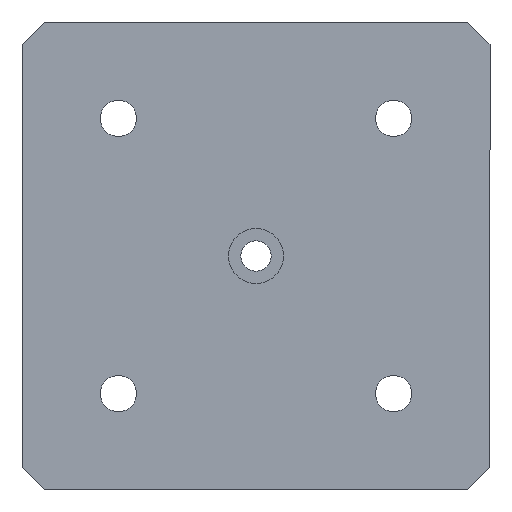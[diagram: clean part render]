
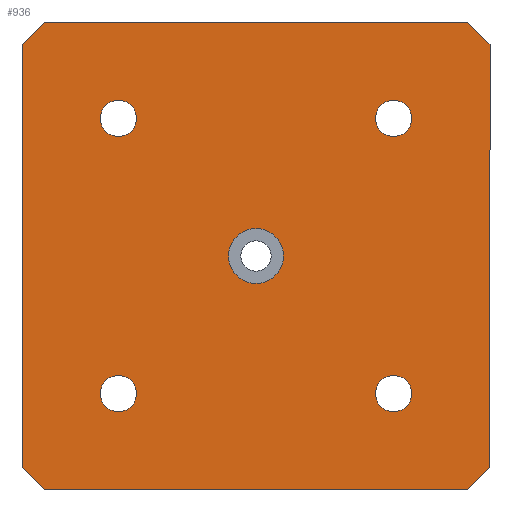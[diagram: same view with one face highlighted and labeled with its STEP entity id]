
A CAD part, front view. The second image highlights one B-rep face of the part: STEP entity #936.
In plain terms, the highlighted planar face has unit normal (0, -1, 0).
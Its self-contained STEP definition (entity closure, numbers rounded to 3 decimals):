
#4 = VERTEX_POINT ( 'NONE', #188 ) ;
#9 = CARTESIAN_POINT ( 'NONE',  ( -38.5, 0., 42.5 ) ) ;
#15 = DIRECTION ( 'NONE',  ( 0., 0., -1. ) ) ;
#19 = ORIENTED_EDGE ( 'NONE', *, *, #702, .T. ) ;
#31 = FACE_OUTER_BOUND ( 'NONE', #156, .T. ) ;
#37 = EDGE_LOOP ( 'NONE', ( #681 ) ) ;
#43 = CARTESIAN_POINT ( 'NONE',  ( -25., 0., -25. ) ) ;
#44 = CARTESIAN_POINT ( 'NONE',  ( 40.5, 0., -40.5 ) ) ;
#48 = EDGE_CURVE ( 'NONE', #68, #999, #97, .T. ) ;
#49 = DIRECTION ( 'NONE',  ( 0., 1., 0. ) ) ;
#56 = LINE ( 'NONE', #44, #879 ) ;
#64 = ORIENTED_EDGE ( 'NONE', *, *, #1080, .T. ) ;
#68 = VERTEX_POINT ( 'NONE', #9 ) ;
#70 = VERTEX_POINT ( 'NONE', #958 ) ;
#76 = DIRECTION ( 'NONE',  ( 0., -1., 0. ) ) ;
#86 = ORIENTED_EDGE ( 'NONE', *, *, #815, .F. ) ;
#97 = LINE ( 'NONE', #1148, #211 ) ;
#99 = DIRECTION ( 'NONE',  ( 0., 0., -1. ) ) ;
#109 = VERTEX_POINT ( 'NONE', #608 ) ;
#116 = CARTESIAN_POINT ( 'NONE',  ( 0., 0., 0. ) ) ;
#118 = CARTESIAN_POINT ( 'NONE',  ( 40.5, 0., 40.5 ) ) ;
#122 = EDGE_CURVE ( 'NONE', #4, #4, #974, .T. ) ;
#135 = DIRECTION ( 'NONE',  ( 0., 0., 1. ) ) ;
#146 = DIRECTION ( 'NONE',  ( 0., 0., 1. ) ) ;
#154 = DIRECTION ( 'NONE',  ( 0., 1., 0. ) ) ;
#156 = EDGE_LOOP ( 'NONE', ( #86, #1127, #669, #19, #432, #813, #892, #505 ) ) ;
#169 = VERTEX_POINT ( 'NONE', #824 ) ;
#183 = AXIS2_PLACEMENT_3D ( 'NONE', #1102, #49, #1116 ) ;
#188 = CARTESIAN_POINT ( 'NONE',  ( 0., 0., -5. ) ) ;
#198 = VERTEX_POINT ( 'NONE', #215 ) ;
#211 = VECTOR ( 'NONE', #697, 1000. ) ;
#212 = CARTESIAN_POINT ( 'NONE',  ( 25., 0., -25. ) ) ;
#215 = CARTESIAN_POINT ( 'NONE',  ( -25., 0., -21.7 ) ) ;
#252 = EDGE_LOOP ( 'NONE', ( #551 ) ) ;
#253 = LINE ( 'NONE', #772, #616 ) ;
#263 = CARTESIAN_POINT ( 'NONE',  ( -25., 0., 28.3 ) ) ;
#266 = DIRECTION ( 'NONE',  ( -1., 0., 0. ) ) ;
#268 = VERTEX_POINT ( 'NONE', #263 ) ;
#284 = CARTESIAN_POINT ( 'NONE',  ( -42.5, 0., -38.5 ) ) ;
#290 = CARTESIAN_POINT ( 'NONE',  ( -40.5, 0., -40.5 ) ) ;
#305 = DIRECTION ( 'NONE',  ( 0., 1., 0. ) ) ;
#378 = LINE ( 'NONE', #118, #436 ) ;
#383 = FACE_BOUND ( 'NONE', #848, .T. ) ;
#394 = EDGE_CURVE ( 'NONE', #268, #268, #900, .T. ) ;
#395 = CARTESIAN_POINT ( 'NONE',  ( 38.5, 0., -42.5 ) ) ;
#400 = AXIS2_PLACEMENT_3D ( 'NONE', #947, #154, #135 ) ;
#404 = DIRECTION ( 'NONE',  ( 0., 0., 1. ) ) ;
#427 = EDGE_CURVE ( 'NONE', #1026, #746, #865, .T. ) ;
#432 = ORIENTED_EDGE ( 'NONE', *, *, #573, .F. ) ;
#436 = VECTOR ( 'NONE', #471, 1000. ) ;
#439 = VERTEX_POINT ( 'NONE', #682 ) ;
#454 = CARTESIAN_POINT ( 'NONE',  ( 0., 0., 0. ) ) ;
#458 = LINE ( 'NONE', #290, #922 ) ;
#464 = FACE_BOUND ( 'NONE', #490, .T. ) ;
#470 = DIRECTION ( 'NONE',  ( 0., -1., 0. ) ) ;
#471 = DIRECTION ( 'NONE',  ( -0.707, 0., 0.707 ) ) ;
#480 = CARTESIAN_POINT ( 'NONE',  ( 42.5, 0., 42.5 ) ) ;
#490 = EDGE_LOOP ( 'NONE', ( #585 ) ) ;
#505 = ORIENTED_EDGE ( 'NONE', *, *, #48, .T. ) ;
#525 = DIRECTION ( 'NONE',  ( 0., 0., 1. ) ) ;
#547 = VECTOR ( 'NONE', #600, 1000. ) ;
#551 = ORIENTED_EDGE ( 'NONE', *, *, #1117, .T. ) ;
#555 = EDGE_CURVE ( 'NONE', #68, #768, #791, .T. ) ;
#572 = CARTESIAN_POINT ( 'NONE',  ( 38.5, 0., 42.5 ) ) ;
#573 = EDGE_CURVE ( 'NONE', #439, #70, #1088, .T. ) ;
#585 = ORIENTED_EDGE ( 'NONE', *, *, #122, .F. ) ;
#600 = DIRECTION ( 'NONE',  ( 1., 0., 0. ) ) ;
#604 = CIRCLE ( 'NONE', #183, 3.3 ) ;
#606 = CARTESIAN_POINT ( 'NONE',  ( -42.5, 0., 42.5 ) ) ;
#608 = CARTESIAN_POINT ( 'NONE',  ( 25., 0., -21.7 ) ) ;
#614 = EDGE_CURVE ( 'NONE', #439, #768, #378, .T. ) ;
#616 = VECTOR ( 'NONE', #525, 1000. ) ;
#621 = FACE_BOUND ( 'NONE', #252, .T. ) ;
#653 = VERTEX_POINT ( 'NONE', #284 ) ;
#669 = ORIENTED_EDGE ( 'NONE', *, *, #427, .F. ) ;
#681 = ORIENTED_EDGE ( 'NONE', *, *, #394, .T. ) ;
#682 = CARTESIAN_POINT ( 'NONE',  ( 42.5, 0., 38.5 ) ) ;
#684 = CARTESIAN_POINT ( 'NONE',  ( -42.5, 0., 38.5 ) ) ;
#689 = CARTESIAN_POINT ( 'NONE',  ( -42.5, 0., -42.5 ) ) ;
#694 = CIRCLE ( 'NONE', #846, 3.3 ) ;
#697 = DIRECTION ( 'NONE',  ( -0.707, 0., -0.707 ) ) ;
#702 = EDGE_CURVE ( 'NONE', #1026, #70, #56, .T. ) ;
#746 = VERTEX_POINT ( 'NONE', #1103 ) ;
#750 = DIRECTION ( 'NONE',  ( 0.707, 0., 0.707 ) ) ;
#752 = AXIS2_PLACEMENT_3D ( 'NONE', #43, #305, #146 ) ;
#754 = EDGE_LOOP ( 'NONE', ( #64 ) ) ;
#768 = VERTEX_POINT ( 'NONE', #572 ) ;
#769 = AXIS2_PLACEMENT_3D ( 'NONE', #116, #470, #99 ) ;
#770 = ORIENTED_EDGE ( 'NONE', *, *, #1064, .T. ) ;
#772 = CARTESIAN_POINT ( 'NONE',  ( -42.5, 0., 42.5 ) ) ;
#791 = LINE ( 'NONE', #606, #547 ) ;
#802 = DIRECTION ( 'NONE',  ( 0.707, 0., -0.707 ) ) ;
#805 = DIRECTION ( 'NONE',  ( 0., 0., -1. ) ) ;
#808 = PLANE ( 'NONE',  #769 ) ;
#813 = ORIENTED_EDGE ( 'NONE', *, *, #614, .T. ) ;
#815 = EDGE_CURVE ( 'NONE', #653, #999, #253, .T. ) ;
#824 = CARTESIAN_POINT ( 'NONE',  ( 25., 0., 28.3 ) ) ;
#843 = DIRECTION ( 'NONE',  ( 0., 1., 0. ) ) ;
#846 = AXIS2_PLACEMENT_3D ( 'NONE', #212, #843, #404 ) ;
#848 = EDGE_LOOP ( 'NONE', ( #770 ) ) ;
#865 = LINE ( 'NONE', #689, #877 ) ;
#877 = VECTOR ( 'NONE', #266, 1000. ) ;
#879 = VECTOR ( 'NONE', #750, 1000. ) ;
#892 = ORIENTED_EDGE ( 'NONE', *, *, #555, .F. ) ;
#900 = CIRCLE ( 'NONE', #400, 3.3 ) ;
#922 = VECTOR ( 'NONE', #802, 1000. ) ;
#936 = ADVANCED_FACE ( 'NONE', ( #464, #383, #1086, #621, #982, #31 ), #808, .T. ) ;
#943 = EDGE_CURVE ( 'NONE', #653, #746, #458, .T. ) ;
#947 = CARTESIAN_POINT ( 'NONE',  ( -25., 0., 25. ) ) ;
#954 = VECTOR ( 'NONE', #15, 1000. ) ;
#958 = CARTESIAN_POINT ( 'NONE',  ( 42.5, 0., -38.5 ) ) ;
#974 = CIRCLE ( 'NONE', #992, 5. ) ;
#982 = FACE_BOUND ( 'NONE', #37, .T. ) ;
#992 = AXIS2_PLACEMENT_3D ( 'NONE', #454, #76, #805 ) ;
#999 = VERTEX_POINT ( 'NONE', #684 ) ;
#1026 = VERTEX_POINT ( 'NONE', #395 ) ;
#1064 = EDGE_CURVE ( 'NONE', #109, #109, #694, .T. ) ;
#1073 = CIRCLE ( 'NONE', #752, 3.3 ) ;
#1080 = EDGE_CURVE ( 'NONE', #169, #169, #604, .T. ) ;
#1086 = FACE_BOUND ( 'NONE', #754, .T. ) ;
#1088 = LINE ( 'NONE', #480, #954 ) ;
#1102 = CARTESIAN_POINT ( 'NONE',  ( 25., 0., 25. ) ) ;
#1103 = CARTESIAN_POINT ( 'NONE',  ( -38.5, 0., -42.5 ) ) ;
#1116 = DIRECTION ( 'NONE',  ( 0., 0., 1. ) ) ;
#1117 = EDGE_CURVE ( 'NONE', #198, #198, #1073, .T. ) ;
#1127 = ORIENTED_EDGE ( 'NONE', *, *, #943, .T. ) ;
#1148 = CARTESIAN_POINT ( 'NONE',  ( -40.5, 0., 40.5 ) ) ;
